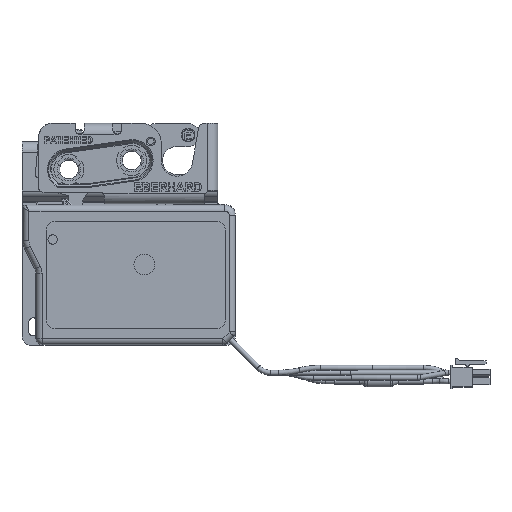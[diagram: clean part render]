
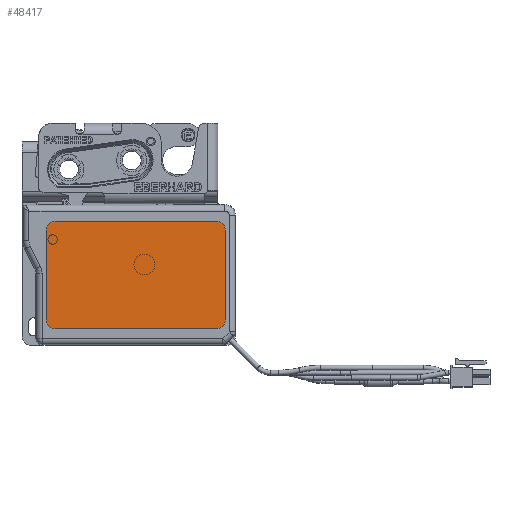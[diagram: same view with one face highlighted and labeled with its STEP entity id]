
A CAD part, top view. The second image highlights one B-rep face of the part: STEP entity #48417.
In plain terms, the highlighted planar face has unit normal (0, 0, 1).
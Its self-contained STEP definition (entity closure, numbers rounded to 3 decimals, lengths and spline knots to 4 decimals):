
#3358=CIRCLE('',#51929,0.125);
#3359=CIRCLE('',#51930,0.125);
#3360=CIRCLE('',#51931,0.125);
#3361=CIRCLE('',#51932,0.125);
#5677=FACE_OUTER_BOUND('',#8299,.T.);
#8299=EDGE_LOOP('',(#40810,#40811,#40812,#40813,#40814,#40815,#40816,#40817));
#12680=LINE('',#82768,#17158);
#12681=LINE('',#82772,#17159);
#12682=LINE('',#82776,#17160);
#12683=LINE('',#82779,#17161);
#17158=VECTOR('',#62873,0.3937);
#17159=VECTOR('',#62876,0.3937);
#17160=VECTOR('',#62879,0.3937);
#17161=VECTOR('',#62882,0.3937);
#21442=VERTEX_POINT('',#82764);
#21443=VERTEX_POINT('',#82765);
#21444=VERTEX_POINT('',#82767);
#21445=VERTEX_POINT('',#82769);
#21446=VERTEX_POINT('',#82771);
#21447=VERTEX_POINT('',#82773);
#21448=VERTEX_POINT('',#82775);
#21449=VERTEX_POINT('',#82777);
#28003=EDGE_CURVE('',#21442,#21443,#3358,.T.);
#28004=EDGE_CURVE('',#21443,#21444,#12680,.T.);
#28005=EDGE_CURVE('',#21444,#21445,#3359,.T.);
#28006=EDGE_CURVE('',#21445,#21446,#12681,.T.);
#28007=EDGE_CURVE('',#21446,#21447,#3360,.T.);
#28008=EDGE_CURVE('',#21447,#21448,#12682,.T.);
#28009=EDGE_CURVE('',#21448,#21449,#3361,.T.);
#28010=EDGE_CURVE('',#21449,#21442,#12683,.T.);
#40810=ORIENTED_EDGE('',*,*,#28003,.T.);
#40811=ORIENTED_EDGE('',*,*,#28004,.T.);
#40812=ORIENTED_EDGE('',*,*,#28005,.T.);
#40813=ORIENTED_EDGE('',*,*,#28006,.T.);
#40814=ORIENTED_EDGE('',*,*,#28007,.T.);
#40815=ORIENTED_EDGE('',*,*,#28008,.T.);
#40816=ORIENTED_EDGE('',*,*,#28009,.T.);
#40817=ORIENTED_EDGE('',*,*,#28010,.T.);
#43784=PLANE('',#51928);
#48417=ADVANCED_FACE('',(#5677),#43784,.T.);
#51928=AXIS2_PLACEMENT_3D('',#82763,#62869,#62870);
#51929=AXIS2_PLACEMENT_3D('',#82766,#62871,#62872);
#51930=AXIS2_PLACEMENT_3D('',#82770,#62874,#62875);
#51931=AXIS2_PLACEMENT_3D('',#82774,#62877,#62878);
#51932=AXIS2_PLACEMENT_3D('',#82778,#62880,#62881);
#62869=DIRECTION('center_axis',(0.,0.,
1.));
#62870=DIRECTION('ref_axis',(1.,0.,0.));
#62871=DIRECTION('center_axis',(0.,0.,
1.));
#62872=DIRECTION('ref_axis',(-1.,0.,0.));
#62873=DIRECTION('',(-1.,0.,0.));
#62874=DIRECTION('center_axis',(0.,0.,
1.));
#62875=DIRECTION('ref_axis',(0.,-1.,0.));
#62876=DIRECTION('',(0.,-1.,0.));
#62877=DIRECTION('center_axis',(0.,0.,
1.));
#62878=DIRECTION('ref_axis',(1.,0.,0.));
#62879=DIRECTION('',(1.,0.,0.));
#62880=DIRECTION('center_axis',(0.,0.,
1.));
#62881=DIRECTION('ref_axis',(0.,1.,0.));
#62882=DIRECTION('',(0.,1.,0.));
#82763=CARTESIAN_POINT('Origin',(0.2228,-0.4636,0.9003));
#82764=CARTESIAN_POINT('',(1.4728,0.1614,0.9003));
#82765=CARTESIAN_POINT('',(1.3478,0.2864,0.9003));
#82766=CARTESIAN_POINT('Origin',(1.3478,0.1614,0.9003));
#82767=CARTESIAN_POINT('',(-0.9022,0.2864,0.9003));
#82768=CARTESIAN_POINT('',(0.7853,0.2864,0.9003));
#82769=CARTESIAN_POINT('',(-1.0272,0.1614,0.9003));
#82770=CARTESIAN_POINT('Origin',(-0.9022,0.1614,0.9003));
#82771=CARTESIAN_POINT('',(-1.0272,-1.0886,0.9003));
#82772=CARTESIAN_POINT('',(-1.0272,-0.1511,0.9003));
#82773=CARTESIAN_POINT('',(-0.9022,-1.2136,0.9003));
#82774=CARTESIAN_POINT('Origin',(-0.9022,-1.0886,0.9003));
#82775=CARTESIAN_POINT('',(1.3478,-1.2136,0.9003));
#82776=CARTESIAN_POINT('',(-0.3397,-1.2136,0.9003));
#82777=CARTESIAN_POINT('',(1.4728,-1.0886,0.9003));
#82778=CARTESIAN_POINT('Origin',(1.3478,-1.0886,0.9003));
#82779=CARTESIAN_POINT('',(1.4728,-0.7761,0.9003));
